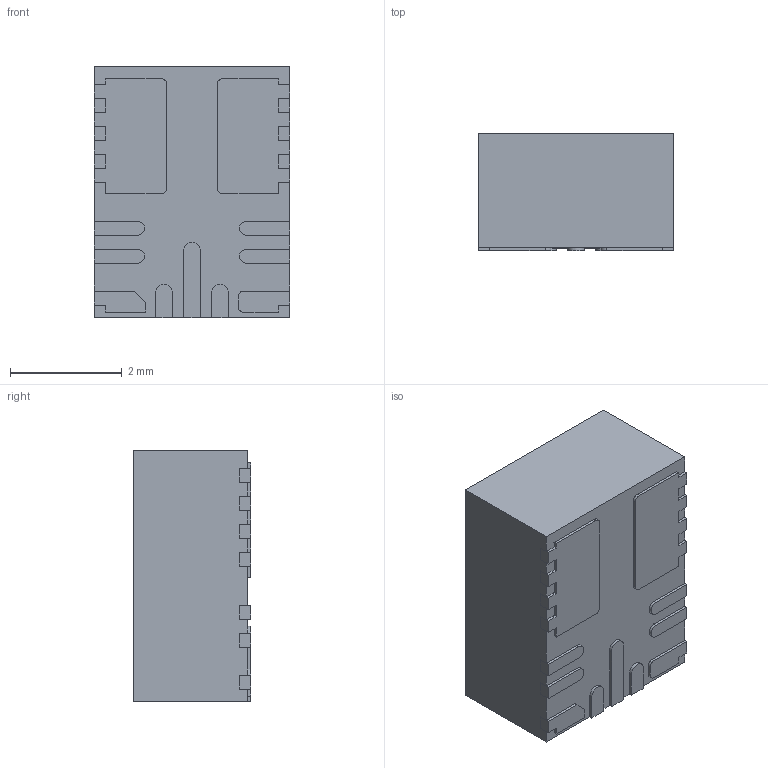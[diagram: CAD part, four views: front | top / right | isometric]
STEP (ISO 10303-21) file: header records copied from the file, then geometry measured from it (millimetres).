
FILE_DESCRIPTION (( 'STEP AP214' ), '1' );
FILE_NAME ('RDN11.STEP', '2024-04-11T06:39:47', ( '' ), ( '' ), 'SwSTEP 2.0', 'SolidWorks 2021', '' );
FILE_SCHEMA (( 'AUTOMOTIVE_DESIGN' ));
Length unit declared in the file: millimetre
Products named in the file (1): RDN11
Bounding box: 3.5 x 2.1 x 4.5 mm (x, y, z)
Volume: 32.6 mm3; surface area: 90.4 mm2
Topology: 13 solids, 13 shells, 209 faces, 546 edges, 364 vertices
Faces by surface type: plane 179, cylinder 30
Entity records: 6482 total; most frequent: CARTESIAN_POINT 1120, ORIENTED_EDGE 1092, DIRECTION 1026, EDGE_CURVE 546, LINE 486, VECTOR 486, VERTEX_POINT 364, AXIS2_PLACEMENT_3D 270
